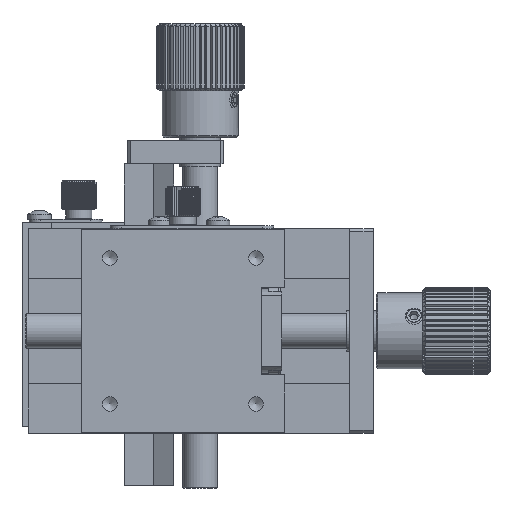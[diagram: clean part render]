
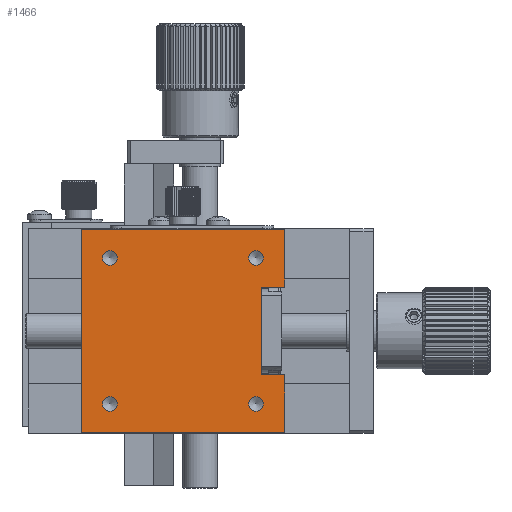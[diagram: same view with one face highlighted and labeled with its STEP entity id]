
A CAD part, front view. The second image highlights one B-rep face of the part: STEP entity #1466.
In plain terms, the highlighted planar face has unit normal (0, -1, 0).
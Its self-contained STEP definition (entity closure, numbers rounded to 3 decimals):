
#339 = ORIENTED_EDGE ( 'NONE', *, *, #7974, .T. ) ;
#1382 = PLANE ( 'NONE',  #15067 ) ;
#1466 = ADVANCED_FACE ( 'NONE', ( #28421, #45748, #77924, #34721, #47652 ), #1382, .T. ) ;
#1737 = EDGE_LOOP ( 'NONE', ( #16289 ) ) ;
#2521 = AXIS2_PLACEMENT_3D ( 'NONE', #40396, #34936, #9406 ) ;
#3430 = CARTESIAN_POINT ( 'NONE',  ( 16.332, -23.5, 17.394 ) ) ;
#6297 = EDGE_CURVE ( 'NONE', #45491, #45491, #33224, .T. ) ;
#7827 = EDGE_CURVE ( 'NONE', #8212, #8212, #35556, .T. ) ;
#7974 = EDGE_CURVE ( 'NONE', #13719, #76504, #82262, .T. ) ;
#8062 = LINE ( 'NONE', #21017, #11806 ) ;
#8212 = VERTEX_POINT ( 'NONE', #35351 ) ;
#8859 = VERTEX_POINT ( 'NONE', #45528 ) ;
#9218 = CARTESIAN_POINT ( 'NONE',  ( 11.432, -23.5, -12.506 ) ) ;
#9406 = DIRECTION ( 'NONE',  ( 0., 0., -1. ) ) ;
#10400 = VECTOR ( 'NONE', #37048, 1000. ) ;
#10572 = CARTESIAN_POINT ( 'NONE',  ( -18.468, -23.5, 17.394 ) ) ;
#10702 = LINE ( 'NONE', #36219, #15729 ) ;
#11532 = CARTESIAN_POINT ( 'NONE',  ( -18.468, -23.5, -17.406 ) ) ;
#11806 = VECTOR ( 'NONE', #26883, 1000. ) ;
#12907 = CIRCLE ( 'NONE', #79642, 1.25 ) ;
#13049 = VECTOR ( 'NONE', #79999, 1000. ) ;
#13548 = ORIENTED_EDGE ( 'NONE', *, *, #45417, .T. ) ;
#13719 = VERTEX_POINT ( 'NONE', #29463 ) ;
#15067 = AXIS2_PLACEMENT_3D ( 'NONE', #57870, #60209, #16303 ) ;
#15353 = VECTOR ( 'NONE', #20467, 1000. ) ;
#15673 = AXIS2_PLACEMENT_3D ( 'NONE', #49357, #74860, #16030 ) ;
#15729 = VECTOR ( 'NONE', #61729, 1000. ) ;
#16030 = DIRECTION ( 'NONE',  ( 0., 0., -1. ) ) ;
#16289 = ORIENTED_EDGE ( 'NONE', *, *, #78645, .T. ) ;
#16303 = DIRECTION ( 'NONE',  ( 1., 0., 0. ) ) ;
#17125 = VERTEX_POINT ( 'NONE', #10572 ) ;
#17268 = CARTESIAN_POINT ( 'NONE',  ( -18.468, -23.5, 7.494 ) ) ;
#17274 = CARTESIAN_POINT ( 'NONE',  ( 11.432, -23.5, -13.756 ) ) ;
#19465 = EDGE_CURVE ( 'NONE', #24577, #46196, #43337, .T. ) ;
#20467 = DIRECTION ( 'NONE',  ( 0., 0., -1. ) ) ;
#21017 = CARTESIAN_POINT ( 'NONE',  ( 12.332, -23.5, 17.394 ) ) ;
#21804 = DIRECTION ( 'NONE',  ( 0., 1., 0. ) ) ;
#22394 = EDGE_CURVE ( 'NONE', #46196, #27988, #53676, .T. ) ;
#24577 = VERTEX_POINT ( 'NONE', #25933 ) ;
#25933 = CARTESIAN_POINT ( 'NONE',  ( -18.468, -23.5, -17.406 ) ) ;
#25942 = EDGE_CURVE ( 'NONE', #8859, #33307, #8062, .T. ) ;
#26883 = DIRECTION ( 'NONE',  ( 0., 0., 1. ) ) ;
#27988 = VERTEX_POINT ( 'NONE', #72736 ) ;
#28421 = FACE_BOUND ( 'NONE', #36153, .T. ) ;
#28443 = ORIENTED_EDGE ( 'NONE', *, *, #69437, .T. ) ;
#28661 = VERTEX_POINT ( 'NONE', #78895 ) ;
#28858 = ORIENTED_EDGE ( 'NONE', *, *, #19465, .T. ) ;
#29007 = CARTESIAN_POINT ( 'NONE',  ( 16.332, -23.5, 17.394 ) ) ;
#29463 = CARTESIAN_POINT ( 'NONE',  ( 16.332, -23.5, 7.494 ) ) ;
#29582 = DIRECTION ( 'NONE',  ( -1., 0., 0. ) ) ;
#29788 = VERTEX_POINT ( 'NONE', #17274 ) ;
#30488 = EDGE_CURVE ( 'NONE', #27988, #8859, #79789, .T. ) ;
#30804 = DIRECTION ( 'NONE',  ( 0., 0., 1. ) ) ;
#31446 = DIRECTION ( 'NONE',  ( 1., 0., 0. ) ) ;
#32498 = VECTOR ( 'NONE', #30804, 1000. ) ;
#33224 = CIRCLE ( 'NONE', #2521, 1.25 ) ;
#33307 = VERTEX_POINT ( 'NONE', #81615 ) ;
#33510 = CARTESIAN_POINT ( 'NONE',  ( -13.568, -23.5, 12.494 ) ) ;
#34721 = FACE_BOUND ( 'NONE', #1737, .T. ) ;
#34936 = DIRECTION ( 'NONE',  ( 0., 1., 0. ) ) ;
#35351 = CARTESIAN_POINT ( 'NONE',  ( -13.568, -23.5, 11.244 ) ) ;
#35552 = DIRECTION ( 'NONE',  ( 0., 0., -1. ) ) ;
#35556 = CIRCLE ( 'NONE', #74122, 1.25 ) ;
#35831 = DIRECTION ( 'NONE',  ( 0., 1., 0. ) ) ;
#36153 = EDGE_LOOP ( 'NONE', ( #53641 ) ) ;
#36219 = CARTESIAN_POINT ( 'NONE',  ( -18.468, -23.5, 17.394 ) ) ;
#36262 = CARTESIAN_POINT ( 'NONE',  ( 16.332, -23.5, 17.394 ) ) ;
#37048 = DIRECTION ( 'NONE',  ( 1., 0., 0. ) ) ;
#38310 = ORIENTED_EDGE ( 'NONE', *, *, #58497, .T. ) ;
#39910 = VECTOR ( 'NONE', #29582, 1000. ) ;
#40181 = EDGE_LOOP ( 'NONE', ( #75298 ) ) ;
#40396 = CARTESIAN_POINT ( 'NONE',  ( 11.432, -23.5, 12.494 ) ) ;
#42727 = EDGE_LOOP ( 'NONE', ( #38310 ) ) ;
#43337 = LINE ( 'NONE', #11532, #10400 ) ;
#43755 = CIRCLE ( 'NONE', #15673, 1.25 ) ;
#45417 = EDGE_CURVE ( 'NONE', #17125, #24577, #70664, .T. ) ;
#45491 = VERTEX_POINT ( 'NONE', #58001 ) ;
#45528 = CARTESIAN_POINT ( 'NONE',  ( 12.332, -23.5, -7.506 ) ) ;
#45748 = FACE_BOUND ( 'NONE', #40181, .T. ) ;
#46196 = VERTEX_POINT ( 'NONE', #65772 ) ;
#47652 = FACE_OUTER_BOUND ( 'NONE', #80342, .T. ) ;
#48408 = EDGE_CURVE ( 'NONE', #33307, #13719, #49884, .T. ) ;
#49357 = CARTESIAN_POINT ( 'NONE',  ( -13.568, -23.5, -12.506 ) ) ;
#49884 = LINE ( 'NONE', #17268, #70459 ) ;
#52251 = CARTESIAN_POINT ( 'NONE',  ( -18.468, -23.5, 17.394 ) ) ;
#53641 = ORIENTED_EDGE ( 'NONE', *, *, #6297, .T. ) ;
#53676 = LINE ( 'NONE', #3430, #13049 ) ;
#57870 = CARTESIAN_POINT ( 'NONE',  ( -18.468, -23.5, 17.394 ) ) ;
#58001 = CARTESIAN_POINT ( 'NONE',  ( 11.432, -23.5, 11.244 ) ) ;
#58497 = EDGE_CURVE ( 'NONE', #28661, #28661, #43755, .T. ) ;
#60209 = DIRECTION ( 'NONE',  ( 0., -1., 0. ) ) ;
#61729 = DIRECTION ( 'NONE',  ( -1., 0., 0. ) ) ;
#64869 = DIRECTION ( 'NONE',  ( 0., 0., -1. ) ) ;
#65772 = CARTESIAN_POINT ( 'NONE',  ( 16.332, -23.5, -17.406 ) ) ;
#69437 = EDGE_CURVE ( 'NONE', #76504, #17125, #10702, .T. ) ;
#69502 = ORIENTED_EDGE ( 'NONE', *, *, #25942, .T. ) ;
#70459 = VECTOR ( 'NONE', #31446, 1000. ) ;
#70664 = LINE ( 'NONE', #52251, #15353 ) ;
#72736 = CARTESIAN_POINT ( 'NONE',  ( 16.332, -23.5, -7.506 ) ) ;
#73116 = CARTESIAN_POINT ( 'NONE',  ( -18.468, -23.5, -7.506 ) ) ;
#73156 = ORIENTED_EDGE ( 'NONE', *, *, #48408, .T. ) ;
#74122 = AXIS2_PLACEMENT_3D ( 'NONE', #33510, #35831, #64869 ) ;
#74860 = DIRECTION ( 'NONE',  ( 0., 1., 0. ) ) ;
#75298 = ORIENTED_EDGE ( 'NONE', *, *, #7827, .T. ) ;
#76504 = VERTEX_POINT ( 'NONE', #29007 ) ;
#76748 = ORIENTED_EDGE ( 'NONE', *, *, #30488, .T. ) ;
#77924 = FACE_BOUND ( 'NONE', #42727, .T. ) ;
#78645 = EDGE_CURVE ( 'NONE', #29788, #29788, #12907, .T. ) ;
#78895 = CARTESIAN_POINT ( 'NONE',  ( -13.568, -23.5, -13.756 ) ) ;
#79642 = AXIS2_PLACEMENT_3D ( 'NONE', #9218, #21804, #35552 ) ;
#79789 = LINE ( 'NONE', #73116, #39910 ) ;
#79999 = DIRECTION ( 'NONE',  ( 0., 0., 1. ) ) ;
#80342 = EDGE_LOOP ( 'NONE', ( #76748, #69502, #73156, #339, #28443, #13548, #28858, #80621 ) ) ;
#80621 = ORIENTED_EDGE ( 'NONE', *, *, #22394, .T. ) ;
#81615 = CARTESIAN_POINT ( 'NONE',  ( 12.332, -23.5, 7.494 ) ) ;
#82262 = LINE ( 'NONE', #36262, #32498 ) ;
